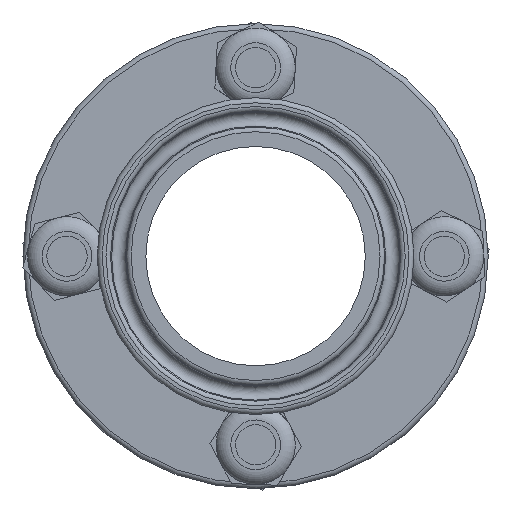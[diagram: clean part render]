
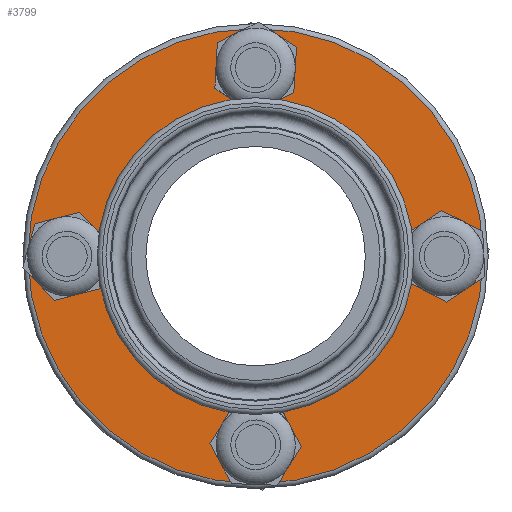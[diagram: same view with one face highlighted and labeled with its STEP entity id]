
A CAD part, front view. The second image highlights one B-rep face of the part: STEP entity #3799.
In plain terms, the highlighted face is planar.
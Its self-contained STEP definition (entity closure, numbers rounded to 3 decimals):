
#312=FACE_BOUND('',#612,.T.);
#313=FACE_BOUND('',#613,.T.);
#314=FACE_BOUND('',#614,.T.);
#315=FACE_BOUND('',#615,.T.);
#316=FACE_BOUND('',#616,.T.);
#328=PLANE('',#4180);
#379=FACE_OUTER_BOUND('',#611,.T.);
#611=EDGE_LOOP('',(#2671));
#612=EDGE_LOOP('',(#2672));
#613=EDGE_LOOP('',(#2673));
#614=EDGE_LOOP('',(#2674));
#615=EDGE_LOOP('',(#2675));
#616=EDGE_LOOP('',(#2676));
#1205=CIRCLE('',#4120,4.1);
#1207=CIRCLE('',#4123,4.1);
#1209=CIRCLE('',#4126,4.1);
#1211=CIRCLE('',#4129,4.1);
#1214=CIRCLE('',#4133,36.2);
#1242=CIRCLE('',#4175,19.05);
#1569=VERTEX_POINT('',#6149);
#1571=VERTEX_POINT('',#6155);
#1573=VERTEX_POINT('',#6161);
#1575=VERTEX_POINT('',#6167);
#1577=VERTEX_POINT('',#6173);
#1599=VERTEX_POINT('',#6245);
#1966=EDGE_CURVE('',#1569,#1569,#1205,.T.);
#1969=EDGE_CURVE('',#1571,#1571,#1207,.T.);
#1972=EDGE_CURVE('',#1573,#1573,#1209,.T.);
#1975=EDGE_CURVE('',#1575,#1575,#1211,.T.);
#1978=EDGE_CURVE('',#1577,#1577,#1214,.T.);
#2013=EDGE_CURVE('',#1599,#1599,#1242,.T.);
#2671=ORIENTED_EDGE('',*,*,#1978,.F.);
#2672=ORIENTED_EDGE('',*,*,#2013,.T.);
#2673=ORIENTED_EDGE('',*,*,#1966,.F.);
#2674=ORIENTED_EDGE('',*,*,#1969,.F.);
#2675=ORIENTED_EDGE('',*,*,#1972,.F.);
#2676=ORIENTED_EDGE('',*,*,#1975,.F.);
#3799=ADVANCED_FACE('',(#379,#312,#313,#314,#315,#316),#328,.F.);
#4120=AXIS2_PLACEMENT_3D('',#6151,#4758,#4759);
#4123=AXIS2_PLACEMENT_3D('',#6157,#4765,#4766);
#4126=AXIS2_PLACEMENT_3D('',#6163,#4772,#4773);
#4129=AXIS2_PLACEMENT_3D('',#6169,#4779,#4780);
#4133=AXIS2_PLACEMENT_3D('',#6175,#4787,#4788);
#4175=AXIS2_PLACEMENT_3D('',#6246,#4878,#4879);
#4180=AXIS2_PLACEMENT_3D('',#6252,#4889,#4890);
#4758=DIRECTION('center_axis',(0.,1.,0.));
#4759=DIRECTION('ref_axis',(0.,0.,1.));
#4765=DIRECTION('center_axis',(0.,1.,0.));
#4766=DIRECTION('ref_axis',(0.,0.,1.));
#4772=DIRECTION('center_axis',(0.,1.,0.));
#4773=DIRECTION('ref_axis',(0.,0.,1.));
#4779=DIRECTION('center_axis',(0.,1.,0.));
#4780=DIRECTION('ref_axis',(0.,0.,1.));
#4787=DIRECTION('center_axis',(0.,-1.,0.));
#4788=DIRECTION('ref_axis',(0.,0.,-1.));
#4878=DIRECTION('center_axis',(0.,-1.,0.));
#4879=DIRECTION('ref_axis',(0.,0.,-1.));
#4889=DIRECTION('center_axis',(0.,-1.,0.));
#4890=DIRECTION('ref_axis',(0.,0.,-1.));
#6149=CARTESIAN_POINT('',(0.,-36.124,-34.1));
#6151=CARTESIAN_POINT('Origin',(0.,-36.124,-30.));
#6155=CARTESIAN_POINT('',(30.,-36.124,-4.1));
#6157=CARTESIAN_POINT('Origin',(30.,-36.124,0.));
#6161=CARTESIAN_POINT('',(0.,-36.124,25.9));
#6163=CARTESIAN_POINT('Origin',(0.,-36.124,
30.));
#6167=CARTESIAN_POINT('',(-30.,-36.124,-4.1));
#6169=CARTESIAN_POINT('Origin',(-30.,-36.124,0.));
#6173=CARTESIAN_POINT('',(0.,-36.124,36.2));
#6175=CARTESIAN_POINT('Origin',(0.,-36.124,0.));
#6245=CARTESIAN_POINT('',(0.,-36.124,19.05));
#6246=CARTESIAN_POINT('Origin',(0.,-36.124,0.));
#6252=CARTESIAN_POINT('Origin',(0.,-36.124,19.05));
